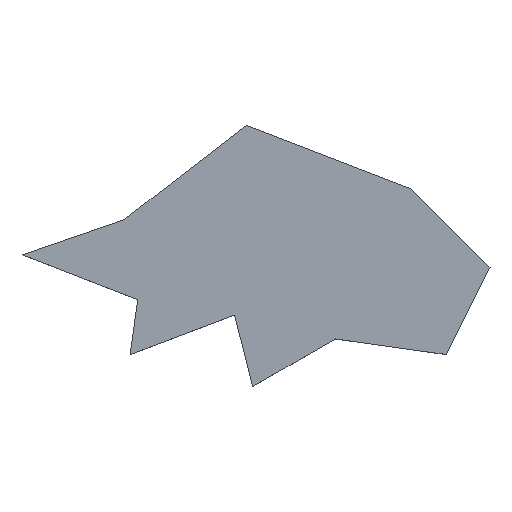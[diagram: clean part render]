
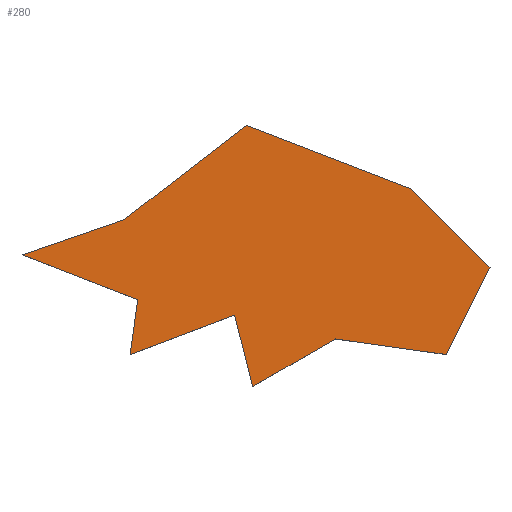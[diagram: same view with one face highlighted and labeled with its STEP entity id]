
A CAD part, top view. The second image highlights one B-rep face of the part: STEP entity #280.
In plain terms, the highlighted planar face has unit normal (0, 0, 1).
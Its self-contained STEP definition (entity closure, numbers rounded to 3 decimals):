
#6 = CARTESIAN_POINT ( 'NONE',  ( 30.832, -39.041, 10. ) ) ;
#7 = CARTESIAN_POINT ( 'NONE',  ( 0., 0., 10. ) ) ;
#14 = LINE ( 'NONE', #323, #389 ) ;
#23 = CARTESIAN_POINT ( 'NONE',  ( -36.487, -44.149, 10. ) ) ;
#26 = VERTEX_POINT ( 'NONE', #396 ) ;
#29 = VERTEX_POINT ( 'NONE', #23 ) ;
#33 = CARTESIAN_POINT ( 'NONE',  ( 81.548, -15.507, 10. ) ) ;
#38 = CARTESIAN_POINT ( 'NONE',  ( 3.75, -54.669, 10. ) ) ;
#40 = EDGE_CURVE ( 'NONE', #367, #364, #405, .T. ) ;
#41 = CARTESIAN_POINT ( 'NONE',  ( -38.494, 0., 10. ) ) ;
#42 = LINE ( 'NONE', #245, #189 ) ;
#44 = VECTOR ( 'NONE', #48, 1000. ) ;
#46 = FACE_OUTER_BOUND ( 'NONE', #398, .T. ) ;
#48 = DIRECTION ( 'NONE',  ( -0.139, -0.99, 0. ) ) ;
#55 = DIRECTION ( 'NONE',  ( 0.866, 0.5, 0. ) ) ;
#71 = CARTESIAN_POINT ( 'NONE',  ( 67.136, -44.149, 10. ) ) ;
#75 = AXIS2_PLACEMENT_3D ( 'NONE', #7, #141, #81 ) ;
#81 = DIRECTION ( 'NONE',  ( 1., 0., 0. ) ) ;
#84 = CARTESIAN_POINT ( 'NONE',  ( -33.953, -26.139, 10. ) ) ;
#85 = ORIENTED_EDGE ( 'NONE', *, *, #319, .T. ) ;
#89 = VECTOR ( 'NONE', #239, 1000. ) ;
#94 = ORIENTED_EDGE ( 'NONE', *, *, #126, .T. ) ;
#96 = EDGE_CURVE ( 'NONE', #364, #359, #277, .T. ) ;
#104 = LINE ( 'NONE', #71, #89 ) ;
#105 = LINE ( 'NONE', #418, #241 ) ;
#119 = DIRECTION ( 'NONE',  ( -0.933, 0.36, 0. ) ) ;
#126 = EDGE_CURVE ( 'NONE', #162, #357, #104, .T. ) ;
#135 = CARTESIAN_POINT ( 'NONE',  ( -2.189, -31.196, 10. ) ) ;
#141 = DIRECTION ( 'NONE',  ( 0., 0., 1. ) ) ;
#149 = VECTOR ( 'NONE', #274, 1000. ) ;
#161 = EDGE_CURVE ( 'NONE', #26, #333, #347, .T. ) ;
#162 = VERTEX_POINT ( 'NONE', #6 ) ;
#166 = ORIENTED_EDGE ( 'NONE', *, *, #354, .T. ) ;
#167 = DIRECTION ( 'NONE',  ( 0.449, 0.893, 0. ) ) ;
#175 = EDGE_CURVE ( 'NONE', #357, #26, #340, .T. ) ;
#177 = DIRECTION ( 'NONE',  ( -0.946, -0.325, 0. ) ) ;
#181 = CARTESIAN_POINT ( 'NONE',  ( -71.912, -11.471, 10. ) ) ;
#189 = VECTOR ( 'NONE', #344, 1000. ) ;
#193 = EDGE_CURVE ( 'NONE', #371, #29, #246, .T. ) ;
#206 = ORIENTED_EDGE ( 'NONE', *, *, #400, .T. ) ;
#230 = ORIENTED_EDGE ( 'NONE', *, *, #40, .T. ) ;
#234 = VECTOR ( 'NONE', #392, 1000. ) ;
#235 = DIRECTION ( 'NONE',  ( -0.791, -0.611, 0. ) ) ;
#239 = DIRECTION ( 'NONE',  ( 0.99, -0.139, 0. ) ) ;
#241 = VECTOR ( 'NONE', #119, 1000. ) ;
#245 = CARTESIAN_POINT ( 'NONE',  ( 3.75, -54.669, 10. ) ) ;
#246 = LINE ( 'NONE', #254, #44 ) ;
#249 = PLANE ( 'NONE',  #75 ) ;
#253 = CARTESIAN_POINT ( 'NONE',  ( 67.136, -44.149, 10. ) ) ;
#254 = CARTESIAN_POINT ( 'NONE',  ( -36.487, -44.149, 10. ) ) ;
#256 = VECTOR ( 'NONE', #177, 1000. ) ;
#258 = EDGE_CURVE ( 'NONE', #29, #295, #414, .T. ) ;
#266 = ORIENTED_EDGE ( 'NONE', *, *, #365, .T. ) ;
#268 = ORIENTED_EDGE ( 'NONE', *, *, #96, .T. ) ;
#274 = DIRECTION ( 'NONE',  ( -0.712, 0.702, 0. ) ) ;
#277 = LINE ( 'NONE', #382, #256 ) ;
#280 = ADVANCED_FACE ( 'NONE', ( #46 ), #249, .T. ) ;
#285 = VECTOR ( 'NONE', #235, 1000. ) ;
#295 = VERTEX_POINT ( 'NONE', #135 ) ;
#299 = ORIENTED_EDGE ( 'NONE', *, *, #161, .T. ) ;
#303 = ORIENTED_EDGE ( 'NONE', *, *, #193, .T. ) ;
#304 = VERTEX_POINT ( 'NONE', #38 ) ;
#313 = CARTESIAN_POINT ( 'NONE',  ( 55.46, 10.216, 10. ) ) ;
#316 = CARTESIAN_POINT ( 'NONE',  ( -2.189, -31.196, 10. ) ) ;
#317 = CARTESIAN_POINT ( 'NONE',  ( 1.642, 31.014, 10. ) ) ;
#319 = EDGE_CURVE ( 'NONE', #295, #304, #42, .T. ) ;
#323 = CARTESIAN_POINT ( 'NONE',  ( 30.832, -39.041, 10. ) ) ;
#326 = ORIENTED_EDGE ( 'NONE', *, *, #175, .T. ) ;
#331 = ORIENTED_EDGE ( 'NONE', *, *, #258, .T. ) ;
#333 = VERTEX_POINT ( 'NONE', #412 ) ;
#340 = LINE ( 'NONE', #33, #343 ) ;
#343 = VECTOR ( 'NONE', #167, 1000. ) ;
#344 = DIRECTION ( 'NONE',  ( 0.245, -0.969, 0. ) ) ;
#347 = LINE ( 'NONE', #313, #149 ) ;
#348 = VECTOR ( 'NONE', #362, 1000. ) ;
#353 = CARTESIAN_POINT ( 'NONE',  ( -38.494, 0., 10. ) ) ;
#354 = EDGE_CURVE ( 'NONE', #333, #367, #105, .T. ) ;
#355 = CARTESIAN_POINT ( 'NONE',  ( -33.953, -26.139, 10. ) ) ;
#357 = VERTEX_POINT ( 'NONE', #253 ) ;
#359 = VERTEX_POINT ( 'NONE', #181 ) ;
#362 = DIRECTION ( 'NONE',  ( 0.936, 0.353, 0. ) ) ;
#364 = VERTEX_POINT ( 'NONE', #353 ) ;
#365 = EDGE_CURVE ( 'NONE', #304, #162, #14, .T. ) ;
#367 = VERTEX_POINT ( 'NONE', #317 ) ;
#371 = VERTEX_POINT ( 'NONE', #355 ) ;
#382 = CARTESIAN_POINT ( 'NONE',  ( -71.912, -11.471, 10. ) ) ;
#386 = LINE ( 'NONE', #84, #234 ) ;
#389 = VECTOR ( 'NONE', #55, 1000. ) ;
#392 = DIRECTION ( 'NONE',  ( 0.933, -0.36, 0. ) ) ;
#396 = CARTESIAN_POINT ( 'NONE',  ( 81.548, -15.507, 10. ) ) ;
#398 = EDGE_LOOP ( 'NONE', ( #268, #206, #303, #331, #85, #266, #94, #326, #299, #166, #230 ) ) ;
#400 = EDGE_CURVE ( 'NONE', #359, #371, #386, .T. ) ;
#405 = LINE ( 'NONE', #41, #285 ) ;
#412 = CARTESIAN_POINT ( 'NONE',  ( 55.46, 10.216, 10. ) ) ;
#414 = LINE ( 'NONE', #316, #348 ) ;
#418 = CARTESIAN_POINT ( 'NONE',  ( 1.642, 31.014, 10. ) ) ;
